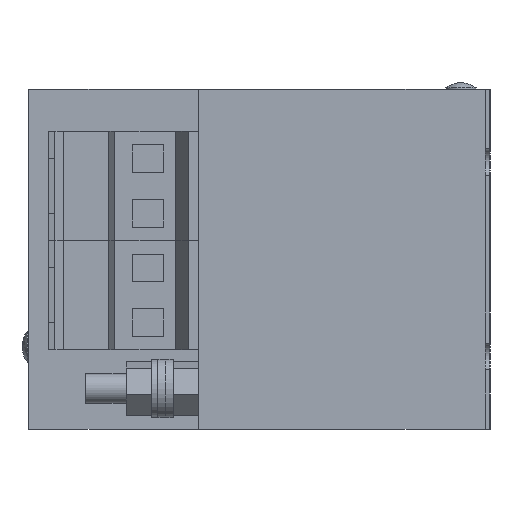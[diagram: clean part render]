
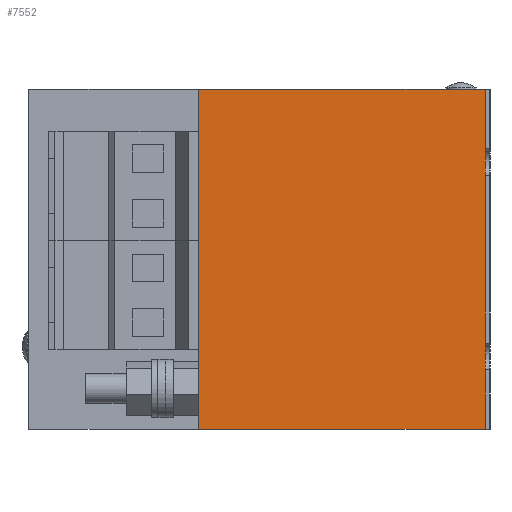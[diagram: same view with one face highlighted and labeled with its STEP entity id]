
A CAD part, left-side view. The second image highlights one B-rep face of the part: STEP entity #7552.
In plain terms, the highlighted planar face has unit normal (-1, 0, 0).
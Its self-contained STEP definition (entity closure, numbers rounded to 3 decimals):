
#328 = LINE ( 'NONE', #6633, #5072 ) ;
#541 = CARTESIAN_POINT ( 'NONE',  ( -140., 0., -34.5 ) ) ;
#583 = DIRECTION ( 'NONE',  ( 0., 0., 1. ) ) ;
#722 = EDGE_CURVE ( 'NONE', #1038, #4001, #1113, .T. ) ;
#1038 = VERTEX_POINT ( 'NONE', #1526 ) ;
#1113 = LINE ( 'NONE', #5137, #6438 ) ;
#1185 = CARTESIAN_POINT ( 'NONE',  ( -140., 59., 35.5 ) ) ;
#1312 = DIRECTION ( 'NONE',  ( -1., 0., 0. ) ) ;
#1395 = DIRECTION ( 'NONE',  ( 0., -1., 0. ) ) ;
#1526 = CARTESIAN_POINT ( 'NONE',  ( -140., 59., -34.5 ) ) ;
#1576 = ORIENTED_EDGE ( 'NONE', *, *, #5555, .T. ) ;
#2010 = EDGE_CURVE ( 'NONE', #3960, #3783, #6321, .T. ) ;
#2032 = CARTESIAN_POINT ( 'NONE',  ( -140., 59., -34.5 ) ) ;
#2219 = DIRECTION ( 'NONE',  ( 0., -1., 0. ) ) ;
#3205 = CARTESIAN_POINT ( 'NONE',  ( -140., 0., 35.5 ) ) ;
#3783 = VERTEX_POINT ( 'NONE', #3205 ) ;
#3960 = VERTEX_POINT ( 'NONE', #5770 ) ;
#3985 = DIRECTION ( 'NONE',  ( 0., 0., 1. ) ) ;
#4001 = VERTEX_POINT ( 'NONE', #6456 ) ;
#4085 = LINE ( 'NONE', #1185, #7029 ) ;
#4376 = DIRECTION ( 'NONE',  ( 0., -1., 0. ) ) ;
#4514 = PLANE ( 'NONE',  #5101 ) ;
#4942 = FACE_OUTER_BOUND ( 'NONE', #6587, .T. ) ;
#5003 = ORIENTED_EDGE ( 'NONE', *, *, #6038, .F. ) ;
#5072 = VECTOR ( 'NONE', #1395, 1000. ) ;
#5101 = AXIS2_PLACEMENT_3D ( 'NONE', #2032, #1312, #4376 ) ;
#5137 = CARTESIAN_POINT ( 'NONE',  ( -140., 59., -34.5 ) ) ;
#5234 = VECTOR ( 'NONE', #583, 1000. ) ;
#5555 = EDGE_CURVE ( 'NONE', #1038, #3960, #328, .T. ) ;
#5666 = ORIENTED_EDGE ( 'NONE', *, *, #722, .F. ) ;
#5770 = CARTESIAN_POINT ( 'NONE',  ( -140., 0., -34.5 ) ) ;
#6038 = EDGE_CURVE ( 'NONE', #4001, #3783, #4085, .T. ) ;
#6321 = LINE ( 'NONE', #541, #5234 ) ;
#6438 = VECTOR ( 'NONE', #3985, 1000. ) ;
#6456 = CARTESIAN_POINT ( 'NONE',  ( -140., 59., 35.5 ) ) ;
#6587 = EDGE_LOOP ( 'NONE', ( #7307, #5003, #5666, #1576 ) ) ;
#6633 = CARTESIAN_POINT ( 'NONE',  ( -140., 59., -34.5 ) ) ;
#7029 = VECTOR ( 'NONE', #2219, 1000. ) ;
#7307 = ORIENTED_EDGE ( 'NONE', *, *, #2010, .T. ) ;
#7552 = ADVANCED_FACE ( 'NONE', ( #4942 ), #4514, .T. ) ;
